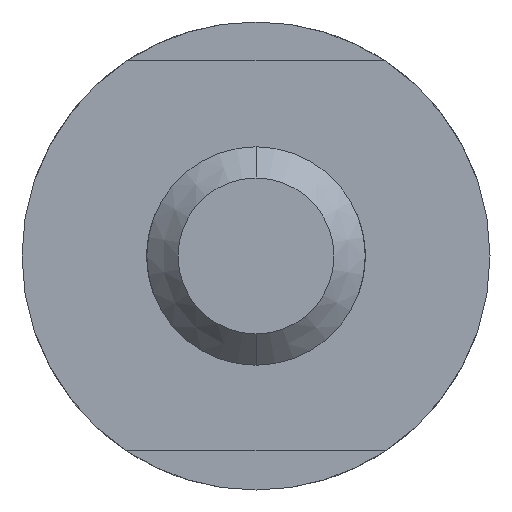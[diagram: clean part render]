
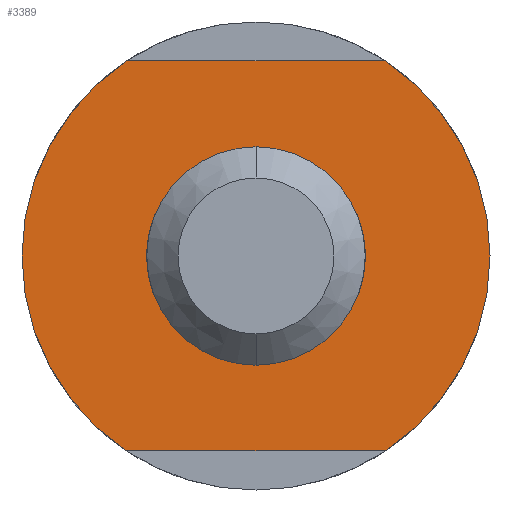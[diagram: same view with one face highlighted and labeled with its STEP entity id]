
A CAD part, front view. The second image highlights one B-rep face of the part: STEP entity #3389.
In plain terms, the highlighted planar face has unit normal (0, -1, 0).
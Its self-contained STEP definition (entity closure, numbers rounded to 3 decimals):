
#64 = DIRECTION ( 'NONE',  ( 1., 0., 0. ) ) ;
#111 = VERTEX_POINT ( 'NONE', #3433 ) ;
#197 = CARTESIAN_POINT ( 'NONE',  ( -16.583, 90., -25. ) ) ;
#245 = FACE_BOUND ( 'NONE', #860, .T. ) ;
#443 = CARTESIAN_POINT ( 'NONE',  ( 0., 90., 0. ) ) ;
#462 = EDGE_LOOP ( 'NONE', ( #4105, #5199, #3154, #2210 ) ) ;
#586 = AXIS2_PLACEMENT_3D ( 'NONE', #443, #857, #4363 ) ;
#692 = DIRECTION ( 'NONE',  ( 0., 0., 1. ) ) ;
#719 = VERTEX_POINT ( 'NONE', #4490 ) ;
#745 = FACE_OUTER_BOUND ( 'NONE', #462, .T. ) ;
#804 = CARTESIAN_POINT ( 'NONE',  ( 0., 90., 0. ) ) ;
#817 = VERTEX_POINT ( 'NONE', #1674 ) ;
#838 = DIRECTION ( 'NONE',  ( 0., 1., 0. ) ) ;
#857 = DIRECTION ( 'NONE',  ( 0., 1., 0. ) ) ;
#860 = EDGE_LOOP ( 'NONE', ( #4687, #4555 ) ) ;
#1158 = EDGE_CURVE ( 'NONE', #817, #4470, #2173, .T. ) ;
#1228 = DIRECTION ( 'NONE',  ( 0., 0., 1. ) ) ;
#1269 = CARTESIAN_POINT ( 'NONE',  ( 16.583, 90., -25. ) ) ;
#1544 = DIRECTION ( 'NONE',  ( 0., 1., 0. ) ) ;
#1674 = CARTESIAN_POINT ( 'NONE',  ( -16.583, 90., 25. ) ) ;
#1735 = CIRCLE ( 'NONE', #4850, 14. ) ;
#1940 = CARTESIAN_POINT ( 'NONE',  ( 0., 90., 0. ) ) ;
#2086 = CIRCLE ( 'NONE', #586, 14. ) ;
#2130 = VECTOR ( 'NONE', #64, 1000. ) ;
#2173 = LINE ( 'NONE', #3874, #2130 ) ;
#2210 = ORIENTED_EDGE ( 'NONE', *, *, #4007, .F. ) ;
#2224 = VERTEX_POINT ( 'NONE', #1269 ) ;
#2358 = VECTOR ( 'NONE', #4878, 1000. ) ;
#2748 = DIRECTION ( 'NONE',  ( 0., 0., 1. ) ) ;
#2826 = CARTESIAN_POINT ( 'NONE',  ( 0., 90., 14. ) ) ;
#3061 = AXIS2_PLACEMENT_3D ( 'NONE', #804, #3363, #5065 ) ;
#3134 = DIRECTION ( 'NONE',  ( 0., 1., 0. ) ) ;
#3154 = ORIENTED_EDGE ( 'NONE', *, *, #3741, .F. ) ;
#3363 = DIRECTION ( 'NONE',  ( 0., 1., 0. ) ) ;
#3389 = ADVANCED_FACE ( 'NONE', ( #245, #745 ), #4922, .F. ) ;
#3433 = CARTESIAN_POINT ( 'NONE',  ( -16.583, 90., -25. ) ) ;
#3592 = LINE ( 'NONE', #197, #2358 ) ;
#3741 = EDGE_CURVE ( 'NONE', #111, #817, #4047, .T. ) ;
#3776 = AXIS2_PLACEMENT_3D ( 'NONE', #4655, #838, #1228 ) ;
#3874 = CARTESIAN_POINT ( 'NONE',  ( -16.583, 90., 25. ) ) ;
#4007 = EDGE_CURVE ( 'NONE', #2224, #111, #3592, .T. ) ;
#4047 = CIRCLE ( 'NONE', #3776, 30. ) ;
#4105 = ORIENTED_EDGE ( 'NONE', *, *, #4315, .F. ) ;
#4136 = CIRCLE ( 'NONE', #3061, 30. ) ;
#4220 = AXIS2_PLACEMENT_3D ( 'NONE', #1940, #1544, #692 ) ;
#4277 = CARTESIAN_POINT ( 'NONE',  ( 16.583, 90., 25. ) ) ;
#4315 = EDGE_CURVE ( 'NONE', #4470, #2224, #4136, .T. ) ;
#4363 = DIRECTION ( 'NONE',  ( 0., 0., 1. ) ) ;
#4451 = CARTESIAN_POINT ( 'NONE',  ( 0., 90., 0. ) ) ;
#4470 = VERTEX_POINT ( 'NONE', #4277 ) ;
#4490 = CARTESIAN_POINT ( 'NONE',  ( 0., 90., -14. ) ) ;
#4493 = EDGE_CURVE ( 'NONE', #719, #5295, #2086, .T. ) ;
#4555 = ORIENTED_EDGE ( 'NONE', *, *, #4836, .T. ) ;
#4655 = CARTESIAN_POINT ( 'NONE',  ( 0., 90., 0. ) ) ;
#4687 = ORIENTED_EDGE ( 'NONE', *, *, #4493, .T. ) ;
#4836 = EDGE_CURVE ( 'NONE', #5295, #719, #1735, .T. ) ;
#4850 = AXIS2_PLACEMENT_3D ( 'NONE', #4451, #3134, #2748 ) ;
#4878 = DIRECTION ( 'NONE',  ( -1., 0., 0. ) ) ;
#4922 = PLANE ( 'NONE',  #4220 ) ;
#5065 = DIRECTION ( 'NONE',  ( 0., 0., 1. ) ) ;
#5199 = ORIENTED_EDGE ( 'NONE', *, *, #1158, .F. ) ;
#5295 = VERTEX_POINT ( 'NONE', #2826 ) ;
